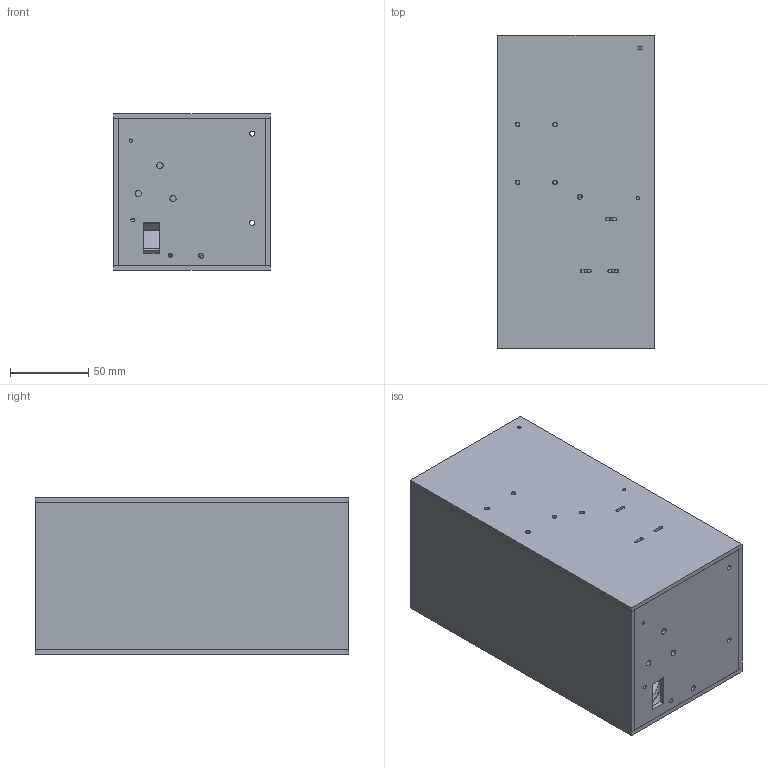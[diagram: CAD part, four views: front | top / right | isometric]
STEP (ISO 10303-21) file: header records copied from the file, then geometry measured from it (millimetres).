
FILE_DESCRIPTION(/* description */ (''),/* implementation_level */ '2;1');
FILE_NAME(/* name */ 'Earth Model Good Copy Remake v72.step',/* time_stamp */ '2024-02-17T17:24:37-05:00',/* author */ (''),/* organization */ (''),/* preprocessor_version */ 'ST-DEVELOPER v20',/* originating_system */ 'Autodesk Translation Framework v12.20.1.177',/* authorisation */ '');
FILE_SCHEMA (('AUTOMOTIVE_DESIGN { 1 0 10303 214 3 1 1 }'));
Length unit declared in the file: millimetre
Products named in the file (24): Earth Model Good Copy Remake; Circular Mirror Attachment; CUI_DEVICES_CP60440; Heat Sink - Earth Model; Motor Mount; Motor; 3531_0; 3531_0_BasePlate; 3531_0_PCB; 3531_0_CodeWheel; 3531_0_Cap; Grating Attachment Model 2; Motor Spacer; Spherical Mirror Spacer; Spherical Mirror Mount; CM254-075-P01-Step; PhotodetectorWithPCB; Flat Mirror Spacer; Flat Mirror Mount; Test; Base; Floor PCB; Wall_PCB; Photodetector PCB
Assembly tree (23 placements, depth 5):
  Earth Model Good Copy Remake
    Circular Mirror Attachment
    CUI_DEVICES_CP60440
    Heat Sink - Earth Model
    Motor Mount
      Motor
        3531_0
          3531_0_BasePlate
          3531_0_PCB
          3531_0_CodeWheel
          3531_0_Cap
      Grating Attachment Model 2
    Motor Spacer
    Spherical Mirror Spacer
      Spherical Mirror Mount
        CM254-075-P01-Step
    PhotodetectorWithPCB
    Flat Mirror Spacer
      Flat Mirror Mount
    Test
      Base
    Floor PCB
    Wall_PCB
    Photodetector PCB
Bounding box: 100 x 200 x 100 mm (x, y, z)
Volume: 455207.2 mm3; surface area: 279924.5 mm2
Topology: 29 solids, 29 shells, 1509 faces, 4334 edges, 2950 vertices
Faces by surface type: cylinder 753, plane 737, cone 11, torus 6, sphere 1, bspline 1
Full cylindrical faces by diameter (mm): 0.7 x8, 0.762 x3, 0.8 x107, 1 x10, 1.02 x71, 1.1 x2, 1.2 x75, 1.3 x8, 1.5 x2, 1.6 x2, 1.8 x2, 2 x13, 2.1 x9, 2.449 x1, 2.5 x6, 2.7 x30, 3 x8, 3.2 x8, 3.3 x3, 3.915 x1, 4 x4, 4.75 x1, 5 x2, 5.334 x1, 6 x3, 6.03 x1, 6.53 x1, 8.1 x1, 10.25 x1, 17.1 x1
Entity records: 53934 total; most frequent: CARTESIAN_POINT 10678, DIRECTION 8920, ORIENTED_EDGE 8660, EDGE_CURVE 4330, AXIS2_PLACEMENT_3D 3154, VERTEX_POINT 2950, LINE 2612, VECTOR 2612
